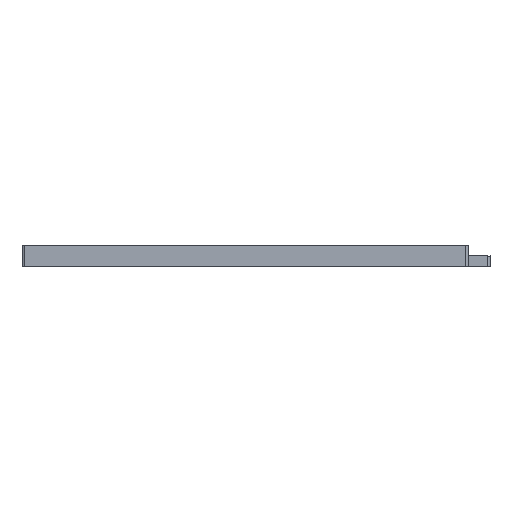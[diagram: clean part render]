
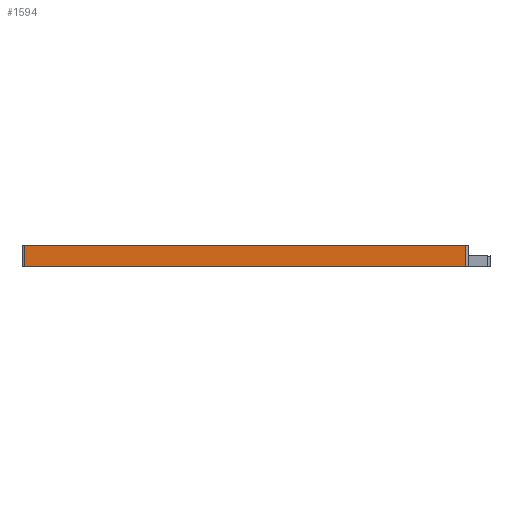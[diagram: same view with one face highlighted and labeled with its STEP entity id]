
A CAD part, front view. The second image highlights one B-rep face of the part: STEP entity #1594.
In plain terms, the highlighted planar face has unit normal (0, -1, 0).
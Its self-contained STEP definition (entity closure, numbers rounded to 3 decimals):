
#38=PLANE('',#1730);
#94=FACE_OUTER_BOUND('',#182,.T.);
#182=EDGE_LOOP('',(#1218,#1219,#1220,#1221));
#256=LINE('',#2318,#424);
#328=LINE('',#2544,#496);
#330=LINE('',#2550,#498);
#331=LINE('',#2551,#499);
#424=VECTOR('',#1838,10.);
#496=VECTOR('',#2028,10.);
#498=VECTOR('',#2034,10.);
#499=VECTOR('',#2035,10.);
#665=VERTEX_POINT('',#2315);
#666=VERTEX_POINT('',#2317);
#761=VERTEX_POINT('',#2543);
#763=VERTEX_POINT('',#2549);
#827=EDGE_CURVE('',#666,#665,#256,.T.);
#941=EDGE_CURVE('',#761,#666,#328,.T.);
#944=EDGE_CURVE('',#665,#763,#330,.T.);
#945=EDGE_CURVE('',#763,#761,#331,.T.);
#1218=ORIENTED_EDGE('',*,*,#941,.T.);
#1219=ORIENTED_EDGE('',*,*,#827,.T.);
#1220=ORIENTED_EDGE('',*,*,#944,.T.);
#1221=ORIENTED_EDGE('',*,*,#945,.T.);
#1594=ADVANCED_FACE('',(#94),#38,.F.);
#1730=AXIS2_PLACEMENT_3D('',#2548,#2032,#2033);
#1838=DIRECTION('',(1.,0.,0.));
#2028=DIRECTION('',(0.,0.,-1.));
#2032=DIRECTION('center_axis',(0.,1.,0.));
#2033=DIRECTION('ref_axis',(1.,0.,0.));
#2034=DIRECTION('',(0.,0.,1.));
#2035=DIRECTION('',(-1.,0.,0.));
#2315=CARTESIAN_POINT('',(173.,-315.,-17.));
#2317=CARTESIAN_POINT('',(-173.,-315.,-17.));
#2318=CARTESIAN_POINT('',(175.,-315.,-17.));
#2543=CARTESIAN_POINT('',(-173.,-315.,0.));
#2544=CARTESIAN_POINT('',(-173.,-315.,0.));
#2548=CARTESIAN_POINT('Origin',(-175.,-315.,0.));
#2549=CARTESIAN_POINT('',(173.,-315.,0.));
#2550=CARTESIAN_POINT('',(173.,-315.,0.));
#2551=CARTESIAN_POINT('',(175.,-315.,0.));
